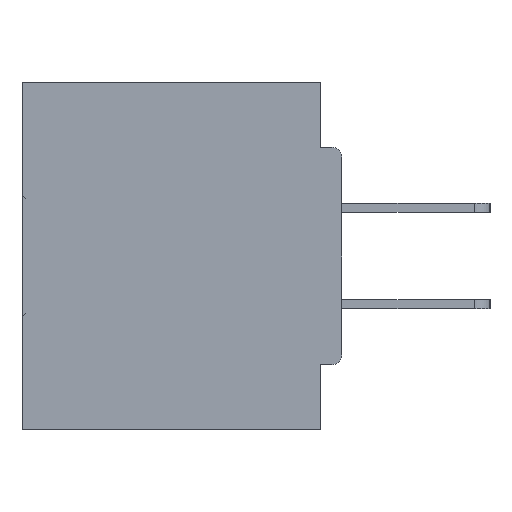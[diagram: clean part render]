
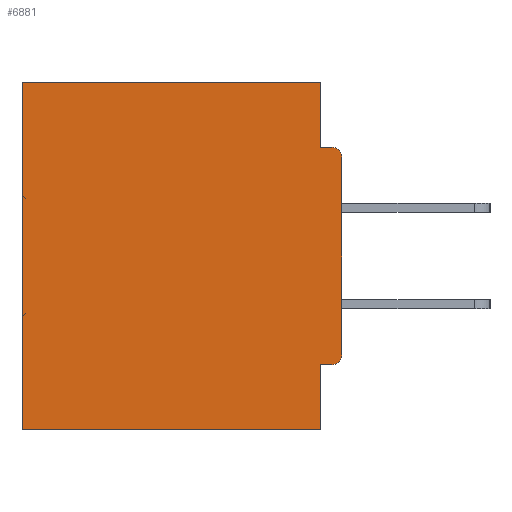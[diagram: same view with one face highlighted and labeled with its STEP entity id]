
A CAD part, left-side view. The second image highlights one B-rep face of the part: STEP entity #6881.
In plain terms, the highlighted planar face has unit normal (-1, 0, 0).
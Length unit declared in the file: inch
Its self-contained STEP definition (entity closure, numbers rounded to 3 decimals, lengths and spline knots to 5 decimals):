
#387 = DIRECTION ( 'NONE',  ( 0., 1., 0. ) ) ;
#549 = VERTEX_POINT ( 'NONE', #9656 ) ;
#613 = DIRECTION ( 'NONE',  ( 0., 0., -1. ) ) ;
#1122 = FACE_OUTER_BOUND ( 'NONE', #44365, .T. ) ;
#1444 = VECTOR ( 'NONE', #12898, 39.37008 ) ;
#2931 = EDGE_CURVE ( 'NONE', #33268, #4814, #29223, .T. ) ;
#3093 = EDGE_CURVE ( 'NONE', #39518, #4814, #42096, .T. ) ;
#3779 = CARTESIAN_POINT ( 'NONE',  ( 0.298, 0.015, -0.0935 ) ) ;
#4814 = VERTEX_POINT ( 'NONE', #38961 ) ;
#5289 = EDGE_CURVE ( 'NONE', #17958, #38780, #16235, .T. ) ;
#5990 = VERTEX_POINT ( 'NONE', #3779 ) ;
#6037 = CARTESIAN_POINT ( 'NONE',  ( 0.298, 0., -0.1085 ) ) ;
#6636 = CARTESIAN_POINT ( 'NONE',  ( 0.298, 0.031, 0. ) ) ;
#6881 = ADVANCED_FACE ( 'NONE', ( #1122 ), #7908, .F. ) ;
#7085 = DIRECTION ( 'NONE',  ( 0., 0., -1. ) ) ;
#7500 = DIRECTION ( 'NONE',  ( 0., 1., 0. ) ) ;
#7908 = PLANE ( 'NONE',  #40025 ) ;
#9207 = CARTESIAN_POINT ( 'NONE',  ( 0.298, 0., 0. ) ) ;
#9656 = CARTESIAN_POINT ( 'NONE',  ( 0.298, 0.031, -0.0935 ) ) ;
#10324 = ORIENTED_EDGE ( 'NONE', *, *, #39677, .T. ) ;
#10555 = CARTESIAN_POINT ( 'NONE',  ( 0.298, 0., -0.0935 ) ) ;
#10607 = DIRECTION ( 'NONE',  ( 0., 0., -1. ) ) ;
#11388 = LINE ( 'NONE', #9207, #1444 ) ;
#12898 = DIRECTION ( 'NONE',  ( 0., 0., -1. ) ) ;
#13123 = LINE ( 'NONE', #22998, #27046 ) ;
#13966 = ORIENTED_EDGE ( 'NONE', *, *, #2931, .F. ) ;
#14828 = VERTEX_POINT ( 'NONE', #6636 ) ;
#15170 = CARTESIAN_POINT ( 'NONE',  ( 0.298, 0., 0. ) ) ;
#15239 = CARTESIAN_POINT ( 'NONE',  ( 0.298, 0.015, -0.1085 ) ) ;
#16235 = CIRCLE ( 'NONE', #22092, 0.015 ) ;
#16943 = VECTOR ( 'NONE', #17391, 39.37008 ) ;
#16972 = VECTOR ( 'NONE', #27871, 39.37008 ) ;
#17391 = DIRECTION ( 'NONE',  ( 0., -1., 0. ) ) ;
#17744 = CARTESIAN_POINT ( 'NONE',  ( 0.298, 0.46, 0. ) ) ;
#17958 = VERTEX_POINT ( 'NONE', #33920 ) ;
#18059 = EDGE_CURVE ( 'NONE', #549, #5990, #44768, .T. ) ;
#18184 = CARTESIAN_POINT ( 'NONE',  ( 0.298, 0., -0.4065 ) ) ;
#19940 = CIRCLE ( 'NONE', #29431, 0.015 ) ;
#20895 = VECTOR ( 'NONE', #10607, 39.37008 ) ;
#21788 = DIRECTION ( 'NONE',  ( -1., 0., 0. ) ) ;
#21911 = CARTESIAN_POINT ( 'NONE',  ( 0.298, 0.031, -0.4065 ) ) ;
#22092 = AXIS2_PLACEMENT_3D ( 'NONE', #28355, #38145, #7085 ) ;
#22998 = CARTESIAN_POINT ( 'NONE',  ( 0.298, 0.031, -0.5 ) ) ;
#23423 = VERTEX_POINT ( 'NONE', #21911 ) ;
#24629 = VERTEX_POINT ( 'NONE', #6037 ) ;
#27046 = VECTOR ( 'NONE', #33564, 39.37008 ) ;
#27535 = VECTOR ( 'NONE', #7500, 39.37008 ) ;
#27871 = DIRECTION ( 'NONE',  ( 0., 1., 0. ) ) ;
#27872 = EDGE_CURVE ( 'NONE', #14828, #549, #13123, .T. ) ;
#28355 = CARTESIAN_POINT ( 'NONE',  ( 0.298, 0.015, -0.3915 ) ) ;
#28556 = EDGE_CURVE ( 'NONE', #17958, #23423, #38122, .T. ) ;
#28734 = ORIENTED_EDGE ( 'NONE', *, *, #28556, .F. ) ;
#29223 = LINE ( 'NONE', #41901, #16972 ) ;
#29378 = CARTESIAN_POINT ( 'NONE',  ( 0.298, 0., -0.3915 ) ) ;
#29431 = AXIS2_PLACEMENT_3D ( 'NONE', #15239, #21788, #32521 ) ;
#30993 = ORIENTED_EDGE ( 'NONE', *, *, #32659, .T. ) ;
#32010 = VECTOR ( 'NONE', #387, 39.37008 ) ;
#32521 = DIRECTION ( 'NONE',  ( 0., 0., -1. ) ) ;
#32659 = EDGE_CURVE ( 'NONE', #24629, #5990, #19940, .T. ) ;
#33210 = ORIENTED_EDGE ( 'NONE', *, *, #3093, .T. ) ;
#33268 = VERTEX_POINT ( 'NONE', #34010 ) ;
#33564 = DIRECTION ( 'NONE',  ( 0., 0., -1. ) ) ;
#33920 = CARTESIAN_POINT ( 'NONE',  ( 0.298, 0.015, -0.4065 ) ) ;
#34010 = CARTESIAN_POINT ( 'NONE',  ( 0.298, 0.031, -0.5 ) ) ;
#35330 = CARTESIAN_POINT ( 'NONE',  ( 0.298, 0.46, 0. ) ) ;
#35573 = EDGE_CURVE ( 'NONE', #23423, #33268, #39709, .T. ) ;
#36281 = CARTESIAN_POINT ( 'NONE',  ( 0.298, 0.031, -0.5 ) ) ;
#36779 = ORIENTED_EDGE ( 'NONE', *, *, #35573, .F. ) ;
#38122 = LINE ( 'NONE', #18184, #27535 ) ;
#38145 = DIRECTION ( 'NONE',  ( -1., 0., 0. ) ) ;
#38780 = VERTEX_POINT ( 'NONE', #29378 ) ;
#38961 = CARTESIAN_POINT ( 'NONE',  ( 0.298, 0.46, -0.5 ) ) ;
#39386 = DIRECTION ( 'NONE',  ( 0., 0., -1. ) ) ;
#39518 = VERTEX_POINT ( 'NONE', #17744 ) ;
#39677 = EDGE_CURVE ( 'NONE', #14828, #39518, #43141, .T. ) ;
#39709 = LINE ( 'NONE', #36281, #45788 ) ;
#39980 = EDGE_CURVE ( 'NONE', #24629, #38780, #11388, .T. ) ;
#40025 = AXIS2_PLACEMENT_3D ( 'NONE', #15170, #40069, #613 ) ;
#40069 = DIRECTION ( 'NONE',  ( 1., 0., 0. ) ) ;
#40335 = ORIENTED_EDGE ( 'NONE', *, *, #18059, .F. ) ;
#41901 = CARTESIAN_POINT ( 'NONE',  ( 0.298, 0., -0.5 ) ) ;
#42096 = LINE ( 'NONE', #35330, #20895 ) ;
#42297 = ORIENTED_EDGE ( 'NONE', *, *, #27872, .F. ) ;
#43115 = CARTESIAN_POINT ( 'NONE',  ( 0.298, 0., 0. ) ) ;
#43141 = LINE ( 'NONE', #43115, #32010 ) ;
#44365 = EDGE_LOOP ( 'NONE', ( #30993, #40335, #42297, #10324, #33210, #13966, #36779, #28734, #45153, #45696 ) ) ;
#44768 = LINE ( 'NONE', #10555, #16943 ) ;
#45153 = ORIENTED_EDGE ( 'NONE', *, *, #5289, .T. ) ;
#45696 = ORIENTED_EDGE ( 'NONE', *, *, #39980, .F. ) ;
#45788 = VECTOR ( 'NONE', #39386, 39.37008 ) ;
